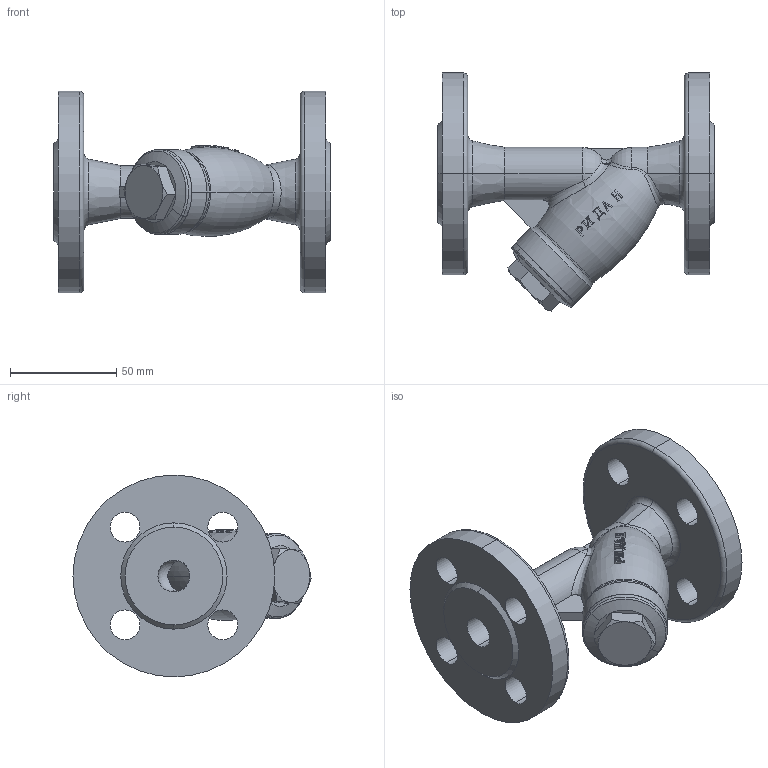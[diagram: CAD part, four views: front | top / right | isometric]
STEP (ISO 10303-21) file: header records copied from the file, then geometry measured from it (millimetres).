
FILE_DESCRIPTION (( 'STEP AP214' ), '1' );
FILE_NAME ('德标过滤器15装配体4.STEP', '2023-04-13T09:14:16', ( '' ), ( '' ), 'SwSTEP 2.0', 'SolidWorks 2023', '' );
FILE_SCHEMA (( 'AUTOMOTIVE_DESIGN' ));
Length unit declared in the file: millimetre
Products named in the file (3): 德标过滤器15装配体4; 20阀盖; 15阀体
Assembly tree (2 placements, depth 2):
  德标过滤器15装配体4
    15阀体
    20阀盖
Bounding box: 130 x 112.04 x 95 mm (x, y, z)
Volume: 240411.9 mm3; surface area: 66603.7 mm2
Topology: 2 solids, 4 shells, 270 faces, 666 edges, 424 vertices
Faces by surface type: bspline 98, torus 56, cylinder 56, plane 40, cone 18, sphere 2
Entity records: 13569 total; most frequent: CARTESIAN_POINT 7936, ORIENTED_EDGE 1332, DIRECTION 851, EDGE_CURVE 666, VERTEX_POINT 424, AXIS2_PLACEMENT_3D 382, B_SPLINE_CURVE_WITH_KNOTS 372, EDGE_LOOP 306
